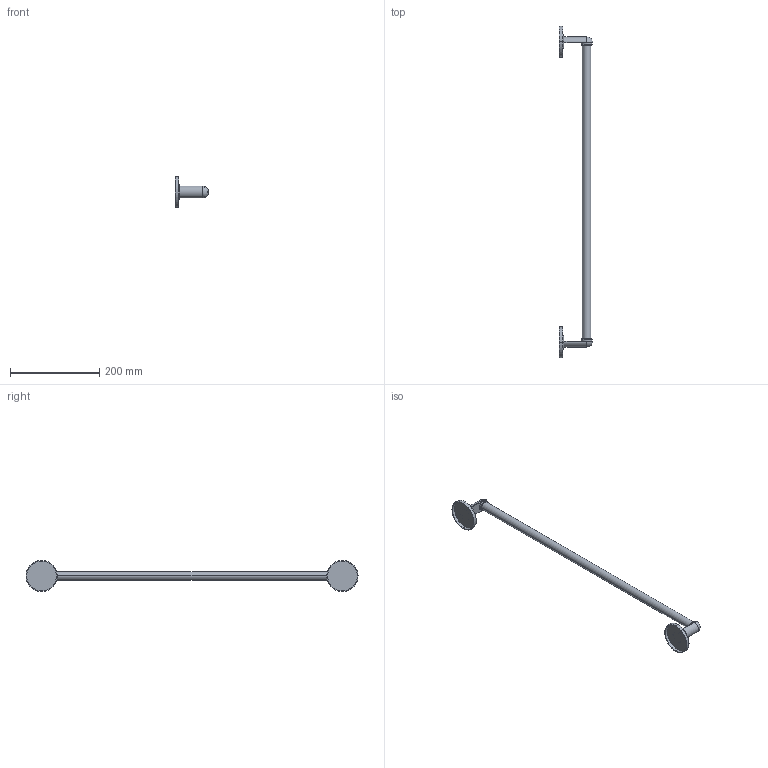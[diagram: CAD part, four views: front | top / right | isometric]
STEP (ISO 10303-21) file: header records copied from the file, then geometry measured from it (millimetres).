
FILE_DESCRIPTION (( 'STEP AP203' ), '1' );
FILE_NAME ('18404.STEP', '2013-03-07T21:03:48', ( '' ), ( '' ), 'SwSTEP 2.0', 'SolidWorks 2012', '' );
FILE_SCHEMA (( 'CONFIG_CONTROL_DESIGN' ));
Length unit declared in the file: millimetre
Products named in the file (4): SW_ZP_0313017927; 18404; SW_ZP_0313017928; SW_ZP_0313017926
Assembly tree (5 placements, depth 2):
  18404
    SW_ZP_0313017926  x2
    SW_ZP_0313017927  x2
    SW_ZP_0313017928
Bounding box: 74.96 x 745 x 70 mm (x, y, z)
Volume: 241590.1 mm3; surface area: 74107 mm2
Topology: 5 solids, 5 shells, 60 faces, 116 edges, 70 vertices
Faces by surface type: cylinder 24, torus 18, plane 16, sphere 2
Entity records: 1285 total; most frequent: DIRECTION 183, CARTESIAN_POINT 135, ORIENTED_EDGE 118, AXIS2_PLACEMENT_3D 84, EDGE_CURVE 59, CIRCLE 44, PERSON_AND_ORGANIZATION 37, VERTEX_POINT 36
